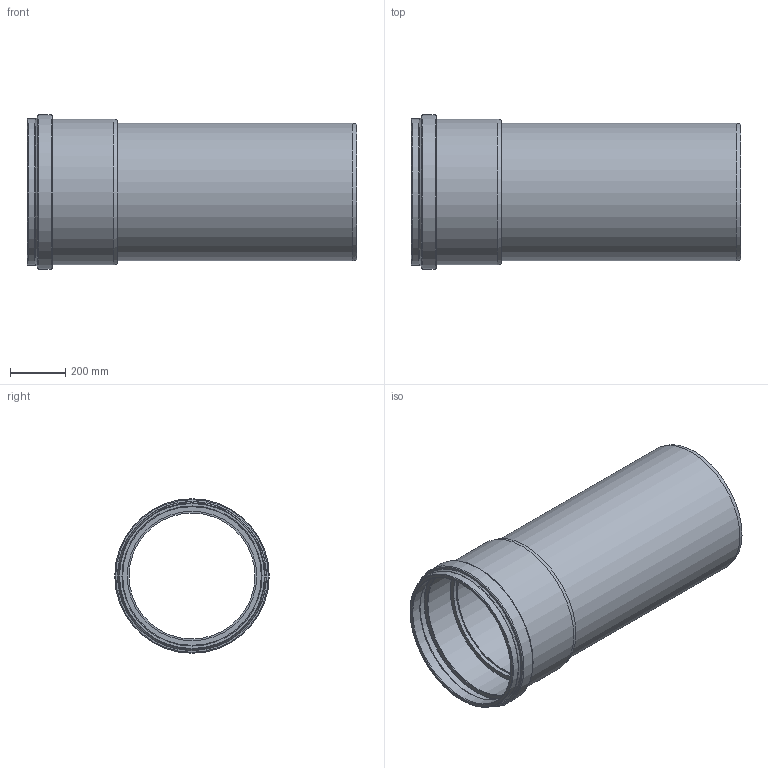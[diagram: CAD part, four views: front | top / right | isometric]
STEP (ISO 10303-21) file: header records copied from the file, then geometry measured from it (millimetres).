
FILE_DESCRIPTION(/* description */ (''),/* implementation_level */ '2;1');
FILE_NAME(/* name */ '781040 KG2000EM Rohr-Passlängen DN_OD 500x1000 SN16 Zusammanbau.stp',/* time_stamp */ '2018-12-03T08:18:08+01:00',/* author */ ('user1'),/* organization */ (''),/* preprocessor_version */ 'ST-DEVELOPER v16.1',/* originating_system */ 'Autodesk Inventor 2016',/* authorisation */ '');
FILE_SCHEMA (('AUTOMOTIVE_DESIGN { 1 0 10303 214 3 1 1 }'));
Length unit declared in the file: millimetre
Products named in the file (3): 771040 KG2000EM Rohr-Passlängen DN_OD 500x1000 Teil1; 771040 KG2000EM Rohr-Passlängen DN_OD 500x1000 Teil2; 781040 KG2000EM Rohr-Passlängen DN_OD 500x1000  SN16 Zusammanbau
Assembly tree (2 placements, depth 2):
  781040 KG2000EM Rohr-Passlängen DN_OD 500x1000  SN16 Zusammanbau
    771040 KG2000EM Rohr-Passlängen DN_OD 500x1000 Teil1
    771040 KG2000EM Rohr-Passlängen DN_OD 500x1000 Teil2
Bounding box: 1194.5 x 561 x 561 mm (x, y, z)
Volume: 39706587.3 mm3; surface area: 4244821.2 mm2
Topology: 2 solids, 2 shells, 39 faces, 72 edges, 39 vertices
Faces by surface type: torus 14, cone 10, cylinder 9, plane 6
Full cylindrical faces by diameter (mm): 457.4 x1, 470 x1, 500 x1, 503.5 x1, 504.5 x1, 530 x1, 530.5 x1, 535 x1, 561 x1
Entity records: 857 total; most frequent: DIRECTION 166, CARTESIAN_POINT 122, AXIS2_PLACEMENT_3D 83, EDGE_LOOP 78, ORIENTED_EDGE 78, FACE_BOUND 39, FACE_OUTER_BOUND 39, CIRCLE 39
